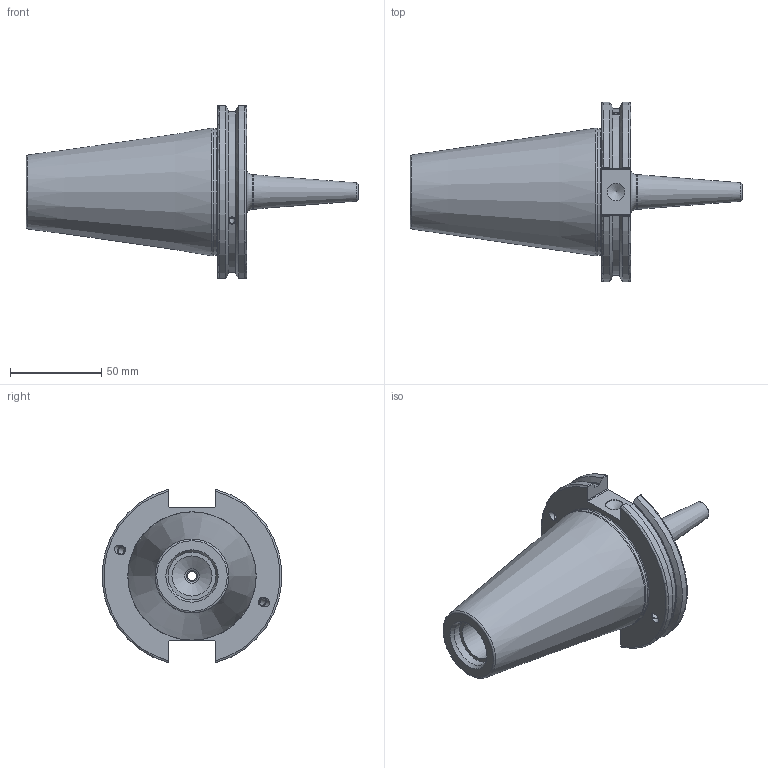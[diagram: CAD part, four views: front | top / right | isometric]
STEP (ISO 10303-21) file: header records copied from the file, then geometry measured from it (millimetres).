
FILE_DESCRIPTION(/* description */ (''),/* implementation_level */ '2;1');
FILE_NAME(/* name */ 'VL022.stp',/* time_stamp */ '2025-02-12T14:44:06+09:00',/* author */ ('YSH'),/* organization */ (''),/* preprocessor_version */ 'ST-DEVELOPER v20',/* originating_system */ 'Autodesk Inventor 2025',/* authorisation */ '');
FILE_SCHEMA (('AUTOMOTIVE_DESIGN { 1 0 10303 214 3 1 1 }'));
Length unit declared in the file: millimetre
Products named in the file (1): LO-CAT50ADB-SFH4.7625-80
Bounding box: 181.6 x 98.06 x 94.69 mm (x, y, z)
Volume: 331148 mm3; surface area: 48583.3 mm2
Topology: 1 solids, 1 shells, 83 faces, 222 edges, 146 vertices
Faces by surface type: plane 35, cylinder 26, cone 14, torus 8
Full cylindrical faces by diameter (mm): 3.242 x4, 4.134 x2, 4.2 x2, 4.763 x1, 5 x2, 6 x1, 8 x1, 9.525 x1, 19 x1, 21.971 x1, 26.2 x1, 69.25 x1
Entity records: 2997 total; most frequent: CARTESIAN_POINT 921, ORIENTED_EDGE 438, DIRECTION 406, EDGE_CURVE 219, AXIS2_PLACEMENT_3D 157, VERTEX_POINT 146, EDGE_LOOP 101, LINE 92
